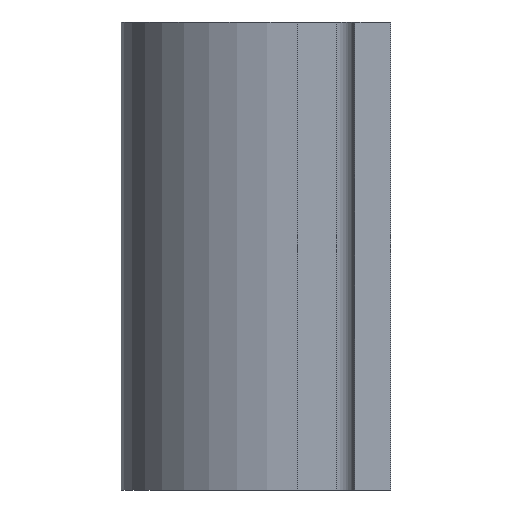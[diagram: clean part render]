
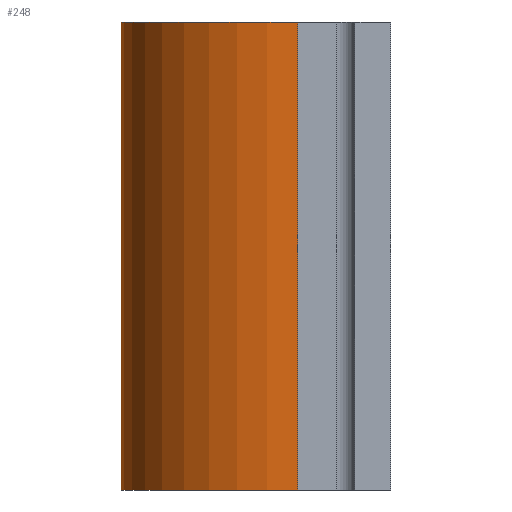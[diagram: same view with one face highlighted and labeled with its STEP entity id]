
A CAD part, left-side view. The second image highlights one B-rep face of the part: STEP entity #248.
In plain terms, the highlighted cylindrical face has radius 5.982 mm (diameter 11.963 mm), a partial arc.
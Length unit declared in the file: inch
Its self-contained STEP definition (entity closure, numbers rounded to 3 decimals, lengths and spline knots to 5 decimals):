
#8 = VERTEX_POINT ( 'NONE', #465 ) ;
#30 = CIRCLE ( 'NONE', #82, 0.2355 ) ;
#52 = CARTESIAN_POINT ( 'NONE',  ( 1.0785, 0.1245, 0.3125 ) ) ;
#74 = ORIENTED_EDGE ( 'NONE', *, *, #463, .F. ) ;
#82 = AXIS2_PLACEMENT_3D ( 'NONE', #300, #176, #132 ) ;
#103 = CARTESIAN_POINT ( 'NONE',  ( 1.0785, 0.1245, 0.3125 ) ) ;
#104 = AXIS2_PLACEMENT_3D ( 'NONE', #428, #426, #383 ) ;
#132 = DIRECTION ( 'NONE',  ( 1., 0., 0. ) ) ;
#176 = DIRECTION ( 'NONE',  ( 0., 0., -1. ) ) ;
#181 = VERTEX_POINT ( 'NONE', #539 ) ;
#197 = VECTOR ( 'NONE', #534, 39.37008 ) ;
#201 = VECTOR ( 'NONE', #301, 39.37008 ) ;
#212 = VERTEX_POINT ( 'NONE', #444 ) ;
#218 = ORIENTED_EDGE ( 'NONE', *, *, #460, .T. ) ;
#236 = AXIS2_PLACEMENT_3D ( 'NONE', #250, #342, #251 ) ;
#244 = ORIENTED_EDGE ( 'NONE', *, *, #389, .F. ) ;
#248 = ADVANCED_FACE ( 'NONE', ( #410 ), #471, .T. ) ;
#250 = CARTESIAN_POINT ( 'NONE',  ( 0.843, 0.1245, 0.3125 ) ) ;
#251 = DIRECTION ( 'NONE',  ( -1., 0., 0. ) ) ;
#284 = VERTEX_POINT ( 'NONE', #103 ) ;
#300 = CARTESIAN_POINT ( 'NONE',  ( 0.843, 0.1245, -0.3125 ) ) ;
#301 = DIRECTION ( 'NONE',  ( 0., 0., -1. ) ) ;
#318 = CARTESIAN_POINT ( 'NONE',  ( 0.6075, 0.1245, 0.3125 ) ) ;
#342 = DIRECTION ( 'NONE',  ( 0., 0., -1. ) ) ;
#383 = DIRECTION ( 'NONE',  ( 1., 0., 0. ) ) ;
#389 = EDGE_CURVE ( 'NONE', #8, #212, #429, .T. ) ;
#410 = FACE_OUTER_BOUND ( 'NONE', #519, .T. ) ;
#426 = DIRECTION ( 'NONE',  ( 0., 0., -1. ) ) ;
#428 = CARTESIAN_POINT ( 'NONE',  ( 0.843, 0.1245, 0.3125 ) ) ;
#429 = LINE ( 'NONE', #318, #197 ) ;
#444 = CARTESIAN_POINT ( 'NONE',  ( 0.6075, 0.1245, -0.3125 ) ) ;
#458 = CIRCLE ( 'NONE', #104, 0.2355 ) ;
#460 = EDGE_CURVE ( 'NONE', #8, #284, #458, .T. ) ;
#463 = EDGE_CURVE ( 'NONE', #212, #181, #30, .T. ) ;
#465 = CARTESIAN_POINT ( 'NONE',  ( 0.6075, 0.1245, 0.3125 ) ) ;
#471 = CYLINDRICAL_SURFACE ( 'NONE', #236, 0.2355 ) ;
#513 = EDGE_CURVE ( 'NONE', #284, #181, #547, .T. ) ;
#519 = EDGE_LOOP ( 'NONE', ( #74, #244, #218, #546 ) ) ;
#534 = DIRECTION ( 'NONE',  ( 0., 0., -1. ) ) ;
#539 = CARTESIAN_POINT ( 'NONE',  ( 1.0785, 0.1245, -0.3125 ) ) ;
#546 = ORIENTED_EDGE ( 'NONE', *, *, #513, .T. ) ;
#547 = LINE ( 'NONE', #52, #201 ) ;
